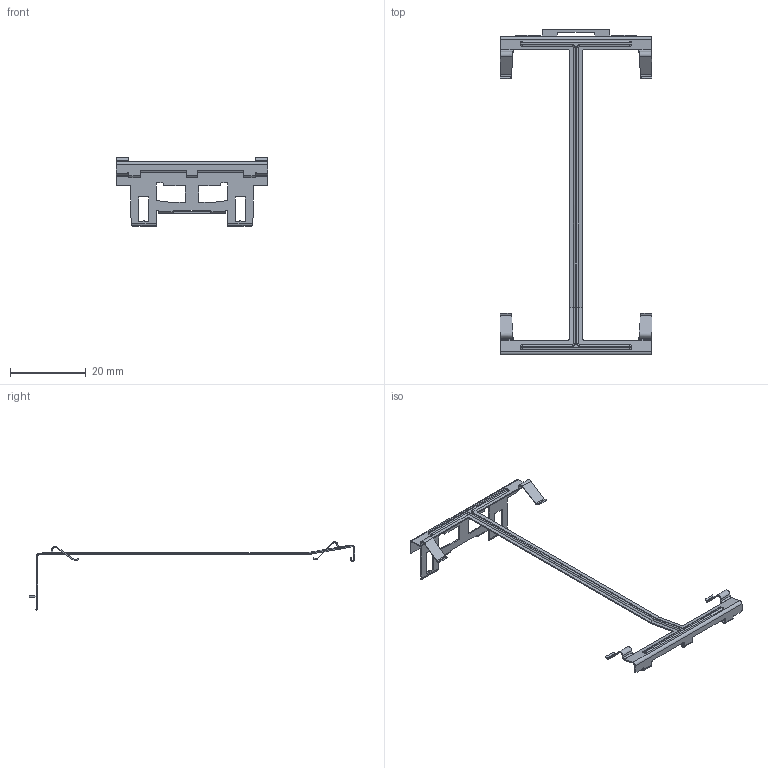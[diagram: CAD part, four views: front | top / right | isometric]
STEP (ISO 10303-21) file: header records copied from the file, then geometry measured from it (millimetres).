
FILE_DESCRIPTION (( 'STEP AP214' ), '1' );
FILE_NAME ('05-00308--A117293-001.STEP', '2020-04-22T20:01:26', ( '' ), ( '' ), 'SwSTEP 2.0', 'SolidWorks 2018', '' );
FILE_SCHEMA (( 'AUTOMOTIVE_DESIGN' ));
Length unit declared in the file: millimetre
Products named in the file (2): 05-00308--A117293-001
Bounding box: 40 x 86.25 x 18.21 mm (x, y, z)
Volume: 347.1 mm3; surface area: 2490 mm2
Topology: 2 solids, 2 shells, 362 faces, 952 edges, 576 vertices
Faces by surface type: plane 170, cylinder 150, bspline 18, sphere 16, torus 8
Entity records: 11507 total; most frequent: CARTESIAN_POINT 2677, ORIENTED_EDGE 1872, DIRECTION 1809, EDGE_CURVE 936, AXIS2_PLACEMENT_3D 624, VERTEX_POINT 576, LINE 561, VECTOR 561
